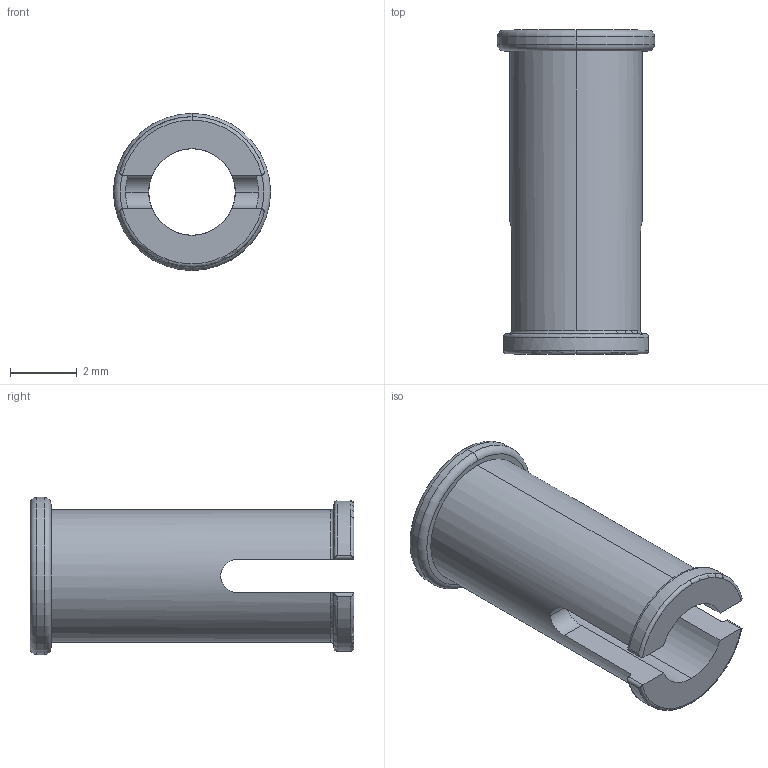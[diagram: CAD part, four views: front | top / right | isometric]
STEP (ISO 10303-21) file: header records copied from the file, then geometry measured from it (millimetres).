
FILE_DESCRIPTION (( 'STEP AP203' ), '1' );
FILE_NAME ('River_01_Default_sldprt.STEP', '2021-01-18T18:43:28', ( '' ), ( '' ), 'SwSTEP 2.0', 'SolidWorks 2020', '' );
FILE_SCHEMA (( 'CONFIG_CONTROL_DESIGN' ));
Length unit declared in the file: millimetre
Products named in the file (1): River_01_Default_sldprt
Bounding box: 4.72 x 9.73 x 4.72 mm (x, y, z)
Volume: 68.7 mm3; surface area: 225.7 mm2
Topology: 1 solids, 1 shells, 40 faces, 108 edges, 70 vertices
Faces by surface type: cylinder 17, torus 13, plane 10
Entity records: 1560 total; most frequent: CARTESIAN_POINT 463, DIRECTION 221, ORIENTED_EDGE 216, EDGE_CURVE 108, AXIS2_PLACEMENT_3D 92, VERTEX_POINT 70, CIRCLE 51, EDGE_LOOP 42
